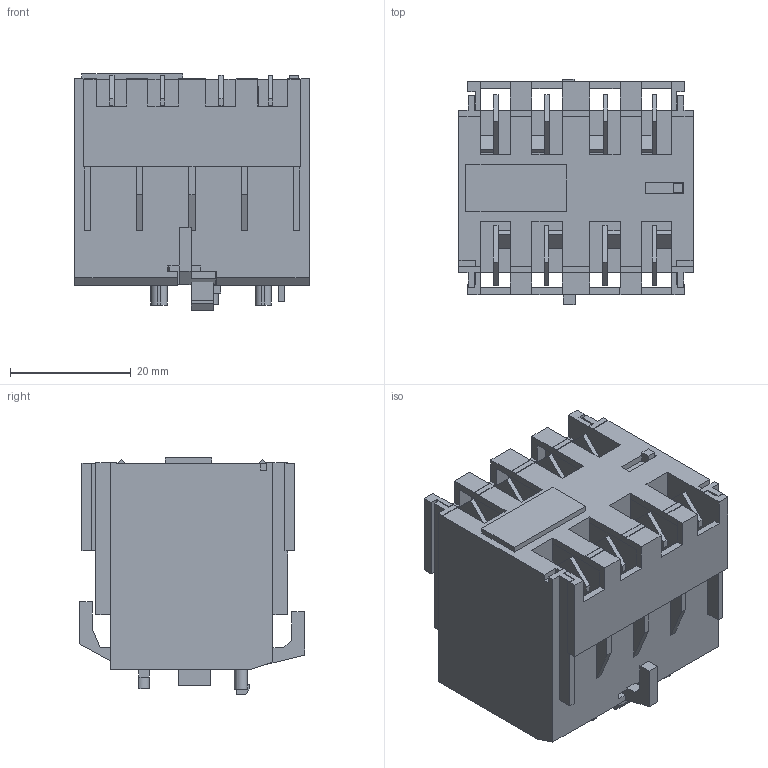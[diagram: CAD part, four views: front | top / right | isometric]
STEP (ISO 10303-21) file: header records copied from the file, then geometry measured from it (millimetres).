
FILE_DESCRIPTION((''),'2;1');
FILE_NAME('SB105167_3D_COLOUR','2013-09-03T',('SESA231906'),('Schneider-Electric'),'PRO/ENGINEER BY PARAMETRIC TECHNOLOGY CORPORATION, 2011410','PRO/ENGINEER BY PARAMETRIC TECHNOLOGY CORPORATION, 2011410','');
FILE_SCHEMA(('CONFIG_CONTROL_DESIGN'));
Length unit declared in the file: millimetre
Products named in the file (1): SB105167_3D_COLOUR
Bounding box: 38.8 x 37.3 x 39.2 mm (x, y, z)
Volume: 29505.8 mm3; surface area: 16463.1 mm2
Topology: 1 solids, 1 shells, 461 faces, 1423 edges, 939 vertices
Faces by surface type: plane 439, cylinder 22
Entity records: 15716 total; most frequent: ORIENTED_EDGE 2846, CARTESIAN_POINT 2823, DIRECTION 2406, EDGE_CURVE 1423, VECTOR 1362, LINE 1362, VERTEX_POINT 939, AXIS2_PLACEMENT_3D 522
